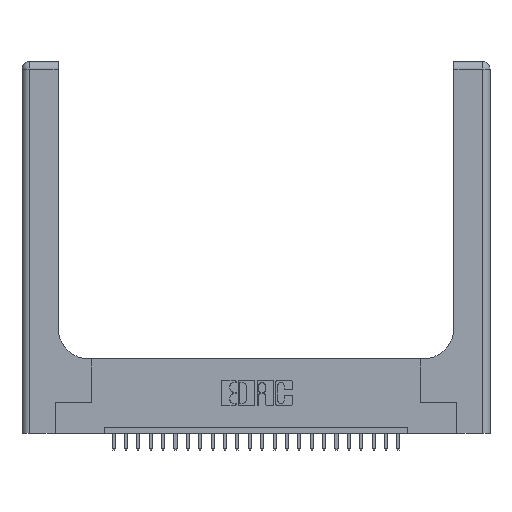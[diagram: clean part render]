
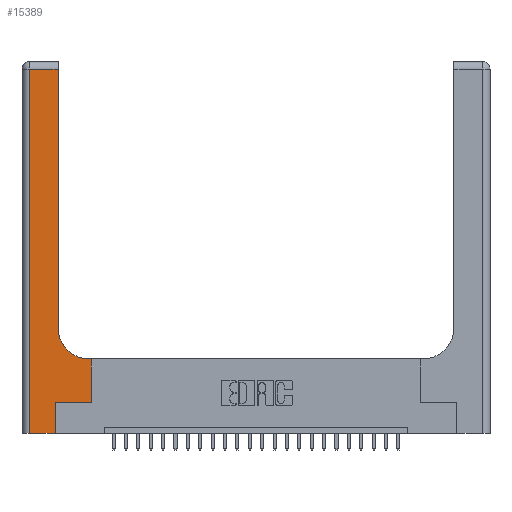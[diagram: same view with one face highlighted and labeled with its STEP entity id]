
A CAD part, top view. The second image highlights one B-rep face of the part: STEP entity #15389.
In plain terms, the highlighted planar face has unit normal (0, 0, 1).
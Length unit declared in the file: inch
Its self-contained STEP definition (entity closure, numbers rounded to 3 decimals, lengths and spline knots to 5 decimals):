
#266 = VECTOR ( 'NONE', #22795, 39.37008 ) ;
#307 = CARTESIAN_POINT ( 'NONE',  ( 0.2915, 0.85, 0.37 ) ) ;
#335 = AXIS2_PLACEMENT_3D ( 'NONE', #7459, #19458, #17119 ) ;
#621 = CARTESIAN_POINT ( 'NONE',  ( 0., 2.94, 0.37 ) ) ;
#1637 = DIRECTION ( 'NONE',  ( 0., 0., -1. ) ) ;
#1752 = ORIENTED_EDGE ( 'NONE', *, *, #19648, .T. ) ;
#1941 = CARTESIAN_POINT ( 'NONE',  ( 0.5585, 0.25, 0.37 ) ) ;
#3034 = CARTESIAN_POINT ( 'NONE',  ( 0.2915, 3., 0.37 ) ) ;
#3620 = VECTOR ( 'NONE', #12751, 39.37008 ) ;
#3854 = VERTEX_POINT ( 'NONE', #25264 ) ;
#4197 = FACE_OUTER_BOUND ( 'NONE', #14311, .T. ) ;
#4296 = LINE ( 'NONE', #12445, #18296 ) ;
#4414 = ORIENTED_EDGE ( 'NONE', *, *, #8557, .T. ) ;
#4442 = CARTESIAN_POINT ( 'NONE',  ( 0.06, 0., 0.37 ) ) ;
#4626 = VECTOR ( 'NONE', #14982, 39.37008 ) ;
#4847 = EDGE_CURVE ( 'NONE', #3854, #9018, #4296, .T. ) ;
#5082 = ORIENTED_EDGE ( 'NONE', *, *, #4847, .T. ) ;
#5942 = VERTEX_POINT ( 'NONE', #307 ) ;
#6010 = VERTEX_POINT ( 'NONE', #7098 ) ;
#6289 = CIRCLE ( 'NONE', #335, 0.25 ) ;
#6685 = VERTEX_POINT ( 'NONE', #4442 ) ;
#7036 = CARTESIAN_POINT ( 'NONE',  ( 0.2915, 2.94, 0.37 ) ) ;
#7098 = CARTESIAN_POINT ( 'NONE',  ( 0.5415, 0.6, 0.37 ) ) ;
#7459 = CARTESIAN_POINT ( 'NONE',  ( 0.5415, 0.85, 0.37 ) ) ;
#8343 = LINE ( 'NONE', #9345, #4626 ) ;
#8557 = EDGE_CURVE ( 'NONE', #8885, #6685, #21409, .T. ) ;
#8885 = VERTEX_POINT ( 'NONE', #20532 ) ;
#8970 = AXIS2_PLACEMENT_3D ( 'NONE', #13499, #1637, #25305 ) ;
#9018 = VERTEX_POINT ( 'NONE', #15045 ) ;
#9192 = CARTESIAN_POINT ( 'NONE',  ( 0.06, 3., 0.37 ) ) ;
#9345 = CARTESIAN_POINT ( 'NONE',  ( 0.269, 0.25, 0.37 ) ) ;
#9703 = PLANE ( 'NONE',  #8970 ) ;
#9985 = EDGE_CURVE ( 'NONE', #5942, #23021, #24741, .T. ) ;
#10045 = DIRECTION ( 'NONE',  ( 0., 1., 0. ) ) ;
#10221 = EDGE_CURVE ( 'NONE', #10846, #18456, #22534, .T. ) ;
#10846 = VERTEX_POINT ( 'NONE', #1941 ) ;
#12445 = CARTESIAN_POINT ( 'NONE',  ( 0.269, 0., 0.37 ) ) ;
#12618 = VECTOR ( 'NONE', #10045, 39.37008 ) ;
#12751 = DIRECTION ( 'NONE',  ( 0., 1., 0. ) ) ;
#13499 = CARTESIAN_POINT ( 'NONE',  ( 0., 3., 0.37 ) ) ;
#14311 = EDGE_LOOP ( 'NONE', ( #22557, #1752, #4414, #19750, #5082, #19995, #21702, #22818, #22041 ) ) ;
#14629 = LINE ( 'NONE', #621, #17438 ) ;
#14982 = DIRECTION ( 'NONE',  ( 1., 0., 0. ) ) ;
#15045 = CARTESIAN_POINT ( 'NONE',  ( 0.269, 0.25, 0.37 ) ) ;
#15081 = VECTOR ( 'NONE', #22162, 39.37008 ) ;
#15389 = ADVANCED_FACE ( 'NONE', ( #4197 ), #9703, .F. ) ;
#16489 = EDGE_CURVE ( 'NONE', #6010, #5942, #6289, .T. ) ;
#16663 = CARTESIAN_POINT ( 'NONE',  ( 0.5585, 0.6, 0.37 ) ) ;
#17119 = DIRECTION ( 'NONE',  ( 1., 0., 0. ) ) ;
#17438 = VECTOR ( 'NONE', #18701, 39.37008 ) ;
#18194 = CARTESIAN_POINT ( 'NONE',  ( 0.2915, 0.6, 0.37 ) ) ;
#18296 = VECTOR ( 'NONE', #24407, 39.37008 ) ;
#18456 = VERTEX_POINT ( 'NONE', #16663 ) ;
#18639 = EDGE_CURVE ( 'NONE', #9018, #10846, #8343, .T. ) ;
#18701 = DIRECTION ( 'NONE',  ( -1., 0., 0. ) ) ;
#19458 = DIRECTION ( 'NONE',  ( 0., 0., -1. ) ) ;
#19633 = LINE ( 'NONE', #21576, #25515 ) ;
#19648 = EDGE_CURVE ( 'NONE', #23021, #8885, #14629, .T. ) ;
#19750 = ORIENTED_EDGE ( 'NONE', *, *, #25328, .T. ) ;
#19995 = ORIENTED_EDGE ( 'NONE', *, *, #18639, .T. ) ;
#20532 = CARTESIAN_POINT ( 'NONE',  ( 0.06, 2.94, 0.37 ) ) ;
#21409 = LINE ( 'NONE', #9192, #266 ) ;
#21576 = CARTESIAN_POINT ( 'NONE',  ( 0., 0., 0.37 ) ) ;
#21702 = ORIENTED_EDGE ( 'NONE', *, *, #10221, .T. ) ;
#21921 = CARTESIAN_POINT ( 'NONE',  ( 0.5585, 0.25, 0.37 ) ) ;
#22041 = ORIENTED_EDGE ( 'NONE', *, *, #16489, .T. ) ;
#22162 = DIRECTION ( 'NONE',  ( -1., 0., 0. ) ) ;
#22525 = LINE ( 'NONE', #18194, #15081 ) ;
#22534 = LINE ( 'NONE', #21921, #12618 ) ;
#22557 = ORIENTED_EDGE ( 'NONE', *, *, #9985, .T. ) ;
#22763 = EDGE_CURVE ( 'NONE', #18456, #6010, #22525, .T. ) ;
#22795 = DIRECTION ( 'NONE',  ( 0., -1., 0. ) ) ;
#22818 = ORIENTED_EDGE ( 'NONE', *, *, #22763, .T. ) ;
#23021 = VERTEX_POINT ( 'NONE', #7036 ) ;
#24407 = DIRECTION ( 'NONE',  ( 0., 1., 0. ) ) ;
#24741 = LINE ( 'NONE', #3034, #3620 ) ;
#25215 = DIRECTION ( 'NONE',  ( 1., 0., 0. ) ) ;
#25264 = CARTESIAN_POINT ( 'NONE',  ( 0.269, 0., 0.37 ) ) ;
#25305 = DIRECTION ( 'NONE',  ( -1., 0., 0. ) ) ;
#25328 = EDGE_CURVE ( 'NONE', #6685, #3854, #19633, .T. ) ;
#25515 = VECTOR ( 'NONE', #25215, 39.37008 ) ;
